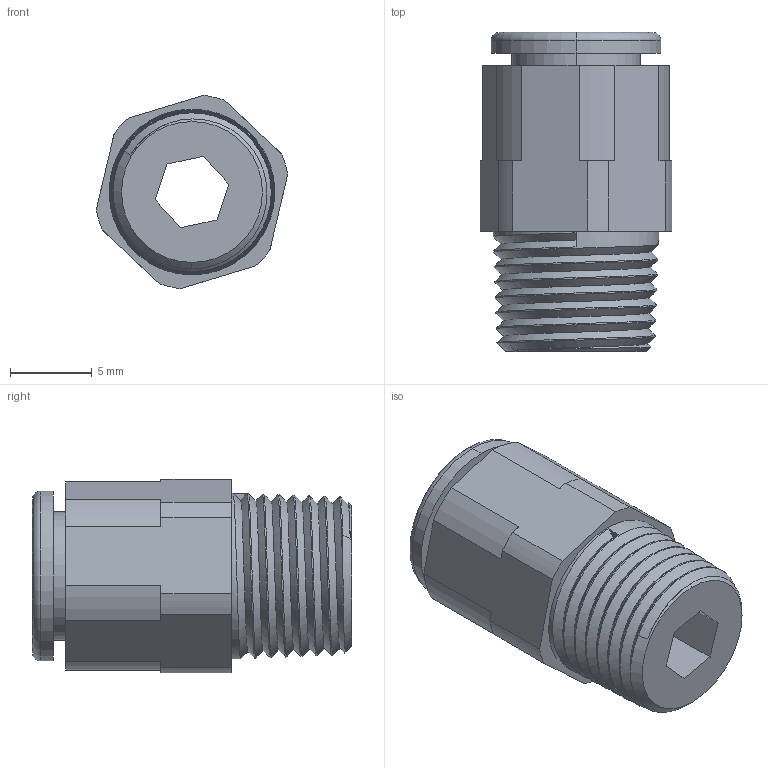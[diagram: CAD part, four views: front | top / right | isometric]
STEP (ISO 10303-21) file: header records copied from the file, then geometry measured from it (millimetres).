
FILE_DESCRIPTION (( 'STEP AP203' ), '1' );
FILE_NAME ('1_8 NPT fitting.STEP', '2011-09-29T00:27:55', ( ' ' ), ( ' ' ), 'SwSTEP 2.0', 'SolidWorks 2005339', '' );
FILE_SCHEMA (( 'CONFIG_CONTROL_DESIGN' ));
Length unit declared in the file: inch
Products named in the file (1): 1_8 NPT fitting
Bounding box: 11.73 x 19.56 x 11.85 mm (x, y, z)
Volume: 1215.8 mm3; surface area: 1286.5 mm2
Topology: 1 solids, 1 shells, 64 faces, 170 edges, 112 vertices
Faces by surface type: plane 25, cylinder 18, cone 17, bspline 2, torus 2
Entity records: 4134 total; most frequent: CARTESIAN_POINT 2483, ORIENTED_EDGE 340, DIRECTION 308, EDGE_CURVE 170, VERTEX_POINT 112, AXIS2_PLACEMENT_3D 108, VECTOR 92, LINE 92
